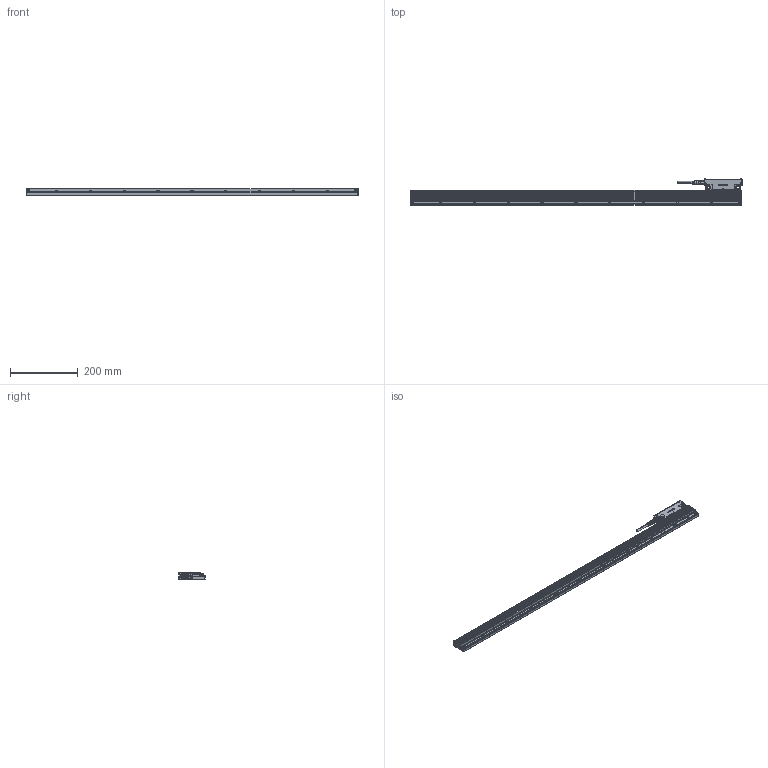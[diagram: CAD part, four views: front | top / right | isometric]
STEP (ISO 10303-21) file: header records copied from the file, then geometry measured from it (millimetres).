
FILE_DESCRIPTION(('CATIA V5 STEP','CAx-IF Rec.Pracs.--- Model Styling and Organization---1.4--- 2014-01-23'),'2;1');
FILE_NAME('SQ57-087-R.stp','2021-01-04T05:34:24+00:00',('none'),('none'),'CATIA Version 5-6 Release 2017 SP5','CATIA V5 STEP AP214','none');
FILE_SCHEMA(('AUTOMOTIVE_DESIGN { 1 0 10303 214 1 1 1 1 }'));
Products named in the file (4): SQ57-087-R; Head ASSY R; Scale cover 870; Scale base 870
Assembly tree (3 placements, depth 2):
  SQ57-087-R
    Head ASSY R
    Scale cover 870
    Scale base 870
Bounding box: 980.5 x 77.01 x 20 mm (x, y, z)
Volume: 539661.3 mm3; surface area: 369091.8 mm2
Topology: 3 solids, 33 shells, 4081 faces, 10879 edges, 6933 vertices
Faces by surface type: cone 1308, plane 1136, cylinder 903, bspline 517, torus 176, sphere 34, extrusion 7
Entity records: 146019 total; most frequent: CARTESIAN_POINT 54601, ORIENTED_EDGE 21650, DIRECTION 13905, EDGE_CURVE 10825, VERTEX_POINT 6933, AXIS2_PLACEMENT_3D 6811, VECTOR 4540, LINE 4533
